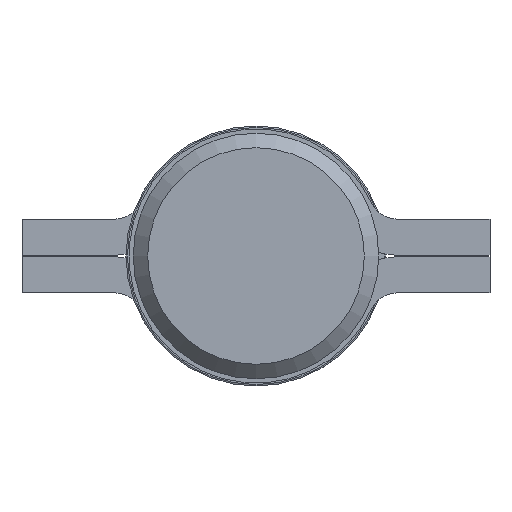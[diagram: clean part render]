
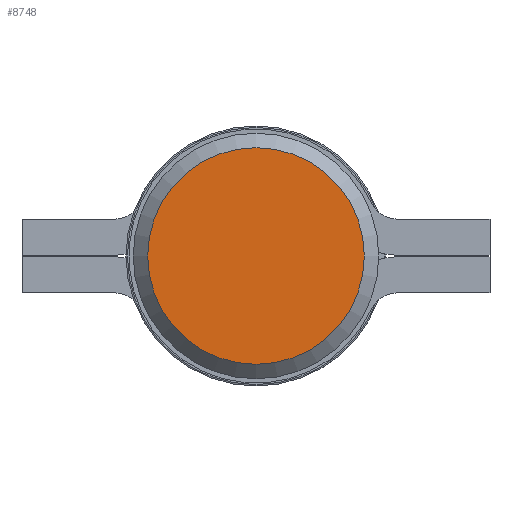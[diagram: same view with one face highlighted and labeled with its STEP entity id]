
A CAD part, front view. The second image highlights one B-rep face of the part: STEP entity #8748.
In plain terms, the highlighted planar face has unit normal (0, -1, 0).
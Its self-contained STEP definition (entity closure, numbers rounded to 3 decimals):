
#575 = AXIS2_PLACEMENT_3D ( 'NONE', #3064, #6680, #5796 ) ;
#1702 = CIRCLE ( 'NONE', #575, 7.5 ) ;
#1779 = FACE_OUTER_BOUND ( 'NONE', #6369, .T. ) ;
#2044 = EDGE_CURVE ( 'NONE', #10223, #10223, #1702, .T. ) ;
#3064 = CARTESIAN_POINT ( 'NONE',  ( 0., -72.5, 0. ) ) ;
#3903 = CARTESIAN_POINT ( 'NONE',  ( 0., -72.5, 7.5 ) ) ;
#3929 = DIRECTION ( 'NONE',  ( 0., 0., 1. ) ) ;
#4013 = DIRECTION ( 'NONE',  ( 0., 1., 0. ) ) ;
#5751 = CARTESIAN_POINT ( 'NONE',  ( 0., -72.5, 0. ) ) ;
#5796 = DIRECTION ( 'NONE',  ( 0., 0., 1. ) ) ;
#6369 = EDGE_LOOP ( 'NONE', ( #6772 ) ) ;
#6680 = DIRECTION ( 'NONE',  ( 0., -1., 0. ) ) ;
#6772 = ORIENTED_EDGE ( 'NONE', *, *, #2044, .T. ) ;
#8748 = ADVANCED_FACE ( 'NONE', ( #1779 ), #9164, .F. ) ;
#9164 = PLANE ( 'NONE',  #11076 ) ;
#10223 = VERTEX_POINT ( 'NONE', #3903 ) ;
#11076 = AXIS2_PLACEMENT_3D ( 'NONE', #5751, #4013, #3929 ) ;
